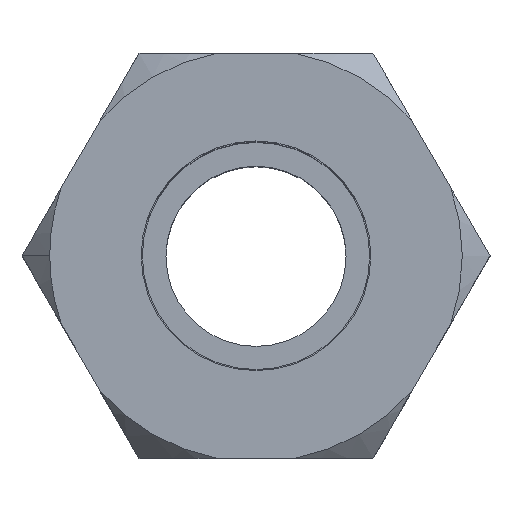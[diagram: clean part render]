
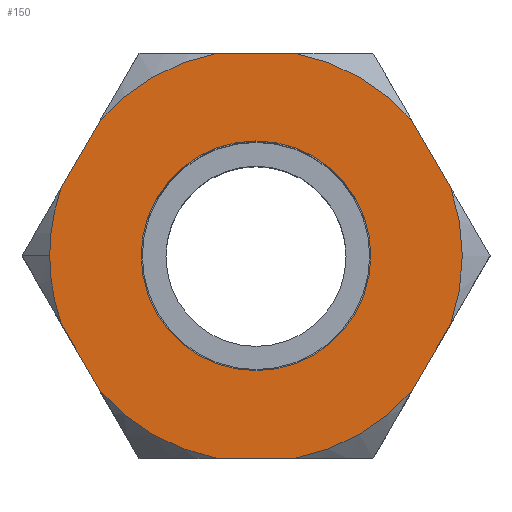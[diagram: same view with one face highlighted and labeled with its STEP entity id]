
A CAD part, top view. The second image highlights one B-rep face of the part: STEP entity #150.
In plain terms, the highlighted planar face has unit normal (0, 0, 1).
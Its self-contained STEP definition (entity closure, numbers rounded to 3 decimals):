
#48 = ORIENTED_EDGE ( 'NONE', *, *, #1954, .T. ) ;
#141 = VERTEX_POINT ( 'NONE', #680 ) ;
#142 = VERTEX_POINT ( 'NONE', #676 ) ;
#149 = EDGE_CURVE ( 'NONE', #141, #142, #658, .T. ) ;
#150 = ADVANCED_FACE ( 'NONE', ( #653, #652 ), #650, .F. ) ;
#151 = EDGE_LOOP ( 'NONE', ( #209, #211 ) ) ;
#155 = ORIENTED_EDGE ( 'NONE', *, *, #288, .T. ) ;
#160 = EDGE_CURVE ( 'NONE', #161, #1842, #734, .T. ) ;
#161 = VERTEX_POINT ( 'NONE', #735 ) ;
#184 = ORIENTED_EDGE ( 'NONE', *, *, #185, .T. ) ;
#185 = EDGE_CURVE ( 'NONE', #1956, #141, #744, .T. ) ;
#196 = EDGE_CURVE ( 'NONE', #338, #161, #787, .T. ) ;
#197 = ORIENTED_EDGE ( 'NONE', *, *, #196, .T. ) ;
#199 = ORIENTED_EDGE ( 'NONE', *, *, #337, .T. ) ;
#200 = EDGE_CURVE ( 'NONE', #292, #262, #783, .T. ) ;
#201 = ORIENTED_EDGE ( 'NONE', *, *, #273, .T. ) ;
#202 = ORIENTED_EDGE ( 'NONE', *, *, #203, .T. ) ;
#203 = EDGE_CURVE ( 'NONE', #274, #279, #778, .T. ) ;
#204 = ORIENTED_EDGE ( 'NONE', *, *, #205, .T. ) ;
#205 = EDGE_CURVE ( 'NONE', #263, #340, #774, .T. ) ;
#206 = ORIENTED_EDGE ( 'NONE', *, *, #272, .T. ) ;
#207 = ORIENTED_EDGE ( 'NONE', *, *, #200, .T. ) ;
#209 = ORIENTED_EDGE ( 'NONE', *, *, #210, .F. ) ;
#210 = EDGE_CURVE ( 'NONE', #1949, #1820, #828, .T. ) ;
#211 = ORIENTED_EDGE ( 'NONE', *, *, #1948, .F. ) ;
#212 = EDGE_LOOP ( 'NONE', ( #213, #214, #155, #207, #201, #202, #206, #204, #199, #197, #1748, #48, #184 ) ) ;
#213 = ORIENTED_EDGE ( 'NONE', *, *, #149, .T. ) ;
#214 = ORIENTED_EDGE ( 'NONE', *, *, #215, .T. ) ;
#215 = EDGE_CURVE ( 'NONE', #142, #291, #829, .T. ) ;
#262 = VERTEX_POINT ( 'NONE', #878 ) ;
#263 = VERTEX_POINT ( 'NONE', #873 ) ;
#272 = EDGE_CURVE ( 'NONE', #279, #263, #907, .T. ) ;
#273 = EDGE_CURVE ( 'NONE', #262, #274, #902, .T. ) ;
#274 = VERTEX_POINT ( 'NONE', #897 ) ;
#279 = VERTEX_POINT ( 'NONE', #957 ) ;
#288 = EDGE_CURVE ( 'NONE', #291, #292, #983, .T. ) ;
#291 = VERTEX_POINT ( 'NONE', #966 ) ;
#292 = VERTEX_POINT ( 'NONE', #965 ) ;
#337 = EDGE_CURVE ( 'NONE', #340, #338, #1052, .T. ) ;
#338 = VERTEX_POINT ( 'NONE', #1053 ) ;
#340 = VERTEX_POINT ( 'NONE', #1100 ) ;
#650 = PLANE ( 'NONE',  #651 ) ;
#651 = AXIS2_PLACEMENT_3D ( 'NONE', #707, #706, #705 ) ;
#652 = FACE_OUTER_BOUND ( 'NONE', #212, .T. ) ;
#653 = FACE_BOUND ( 'NONE', #151, .T. ) ;
#654 = DIRECTION ( 'NONE',  ( 1., 0., 0. ) ) ;
#655 = DIRECTION ( 'NONE',  ( 0., 0., 1. ) ) ;
#656 = CARTESIAN_POINT ( 'NONE',  ( 0., 0., 25.5 ) ) ;
#657 = AXIS2_PLACEMENT_3D ( 'NONE', #656, #655, #654 ) ;
#658 = CIRCLE ( 'NONE', #657, 13.742 ) ;
#676 = CARTESIAN_POINT ( 'NONE',  ( -2.569, -13.5, 25.5 ) ) ;
#680 = CARTESIAN_POINT ( 'NONE',  ( -10.407, -8.975, 25.5 ) ) ;
#705 = DIRECTION ( 'NONE',  ( -1., 0., 0. ) ) ;
#706 = DIRECTION ( 'NONE',  ( 0., 0., -1. ) ) ;
#707 = CARTESIAN_POINT ( 'NONE',  ( 0., 13.742, 25.5 ) ) ;
#730 = DIRECTION ( 'NONE',  ( 1., 0., 0. ) ) ;
#731 = DIRECTION ( 'NONE',  ( 0., 0., 1. ) ) ;
#732 = CARTESIAN_POINT ( 'NONE',  ( 0., 0., 25.5 ) ) ;
#733 = AXIS2_PLACEMENT_3D ( 'NONE', #732, #731, #730 ) ;
#734 = CIRCLE ( 'NONE', #733, 13.742 ) ;
#735 = CARTESIAN_POINT ( 'NONE',  ( -12.976, 4.525, 25.5 ) ) ;
#738 = DIRECTION ( 'NONE',  ( 0.5, -0.866, 0. ) ) ;
#739 = VECTOR ( 'NONE', #738, 1000. ) ;
#740 = CARTESIAN_POINT ( 'NONE',  ( -15.588, 0., 25.5 ) ) ;
#744 = LINE ( 'NONE', #740, #739 ) ;
#771 = DIRECTION ( 'NONE',  ( -1., 0., 0. ) ) ;
#772 = VECTOR ( 'NONE', #771, 1000. ) ;
#773 = CARTESIAN_POINT ( 'NONE',  ( 7.794, 13.5, 25.5 ) ) ;
#774 = LINE ( 'NONE', #773, #772 ) ;
#775 = DIRECTION ( 'NONE',  ( -0.5, 0.866, 0. ) ) ;
#776 = VECTOR ( 'NONE', #775, 1000. ) ;
#777 = CARTESIAN_POINT ( 'NONE',  ( 15.588, 0., 25.5 ) ) ;
#778 = LINE ( 'NONE', #777, #776 ) ;
#780 = DIRECTION ( 'NONE',  ( 0.5, 0.866, 0. ) ) ;
#781 = VECTOR ( 'NONE', #780, 1000. ) ;
#782 = CARTESIAN_POINT ( 'NONE',  ( 7.794, -13.5, 25.5 ) ) ;
#783 = LINE ( 'NONE', #782, #781 ) ;
#784 = DIRECTION ( 'NONE',  ( -0.5, -0.866, 0. ) ) ;
#785 = VECTOR ( 'NONE', #784, 1000. ) ;
#786 = CARTESIAN_POINT ( 'NONE',  ( -7.794, 13.5, 25.5 ) ) ;
#787 = LINE ( 'NONE', #786, #785 ) ;
#814 = DIRECTION ( 'NONE',  ( 1., 0., 0. ) ) ;
#815 = VECTOR ( 'NONE', #814, 1000. ) ;
#816 = CARTESIAN_POINT ( 'NONE',  ( -7.794, -13.5, 25.5 ) ) ;
#817 = DIRECTION ( 'NONE',  ( 1., 0., 0. ) ) ;
#818 = DIRECTION ( 'NONE',  ( 0., 0., 1. ) ) ;
#819 = AXIS2_PLACEMENT_3D ( 'NONE', #832, #818, #817 ) ;
#828 = CIRCLE ( 'NONE', #819, 7.65 ) ;
#829 = LINE ( 'NONE', #816, #815 ) ;
#832 = CARTESIAN_POINT ( 'NONE',  ( 0., 0., 25.5 ) ) ;
#873 = CARTESIAN_POINT ( 'NONE',  ( 2.569, 13.5, 25.5 ) ) ;
#878 = CARTESIAN_POINT ( 'NONE',  ( 12.976, -4.525, 25.5 ) ) ;
#897 = CARTESIAN_POINT ( 'NONE',  ( 12.976, 4.525, 25.5 ) ) ;
#898 = DIRECTION ( 'NONE',  ( 1., 0., 0. ) ) ;
#899 = DIRECTION ( 'NONE',  ( 0., 0., 1. ) ) ;
#900 = CARTESIAN_POINT ( 'NONE',  ( 0., 0., 25.5 ) ) ;
#901 = AXIS2_PLACEMENT_3D ( 'NONE', #900, #899, #898 ) ;
#902 = CIRCLE ( 'NONE', #901, 13.742 ) ;
#903 = DIRECTION ( 'NONE',  ( 1., 0., 0. ) ) ;
#904 = DIRECTION ( 'NONE',  ( 0., 0., 1. ) ) ;
#905 = CARTESIAN_POINT ( 'NONE',  ( 0., 0., 25.5 ) ) ;
#906 = AXIS2_PLACEMENT_3D ( 'NONE', #905, #904, #903 ) ;
#907 = CIRCLE ( 'NONE', #906, 13.742 ) ;
#957 = CARTESIAN_POINT ( 'NONE',  ( 10.407, 8.975, 25.5 ) ) ;
#965 = CARTESIAN_POINT ( 'NONE',  ( 10.407, -8.975, 25.5 ) ) ;
#966 = CARTESIAN_POINT ( 'NONE',  ( 2.569, -13.5, 25.5 ) ) ;
#979 = DIRECTION ( 'NONE',  ( 1., 0., 0. ) ) ;
#980 = DIRECTION ( 'NONE',  ( 0., 0., 1. ) ) ;
#981 = CARTESIAN_POINT ( 'NONE',  ( 0., 0., 25.5 ) ) ;
#982 = AXIS2_PLACEMENT_3D ( 'NONE', #981, #980, #979 ) ;
#983 = CIRCLE ( 'NONE', #982, 13.742 ) ;
#1052 = CIRCLE ( 'NONE', #1104, 13.742 ) ;
#1053 = CARTESIAN_POINT ( 'NONE',  ( -10.407, 8.975, 25.5 ) ) ;
#1054 = CARTESIAN_POINT ( 'NONE',  ( 0., 0., 25.5 ) ) ;
#1100 = CARTESIAN_POINT ( 'NONE',  ( -2.569, 13.5, 25.5 ) ) ;
#1102 = DIRECTION ( 'NONE',  ( 1., 0., 0. ) ) ;
#1103 = DIRECTION ( 'NONE',  ( 0., 0., 1. ) ) ;
#1104 = AXIS2_PLACEMENT_3D ( 'NONE', #1054, #1103, #1102 ) ;
#1458 = CARTESIAN_POINT ( 'NONE',  ( -7.65, 0., 25.5 ) ) ;
#1478 = CARTESIAN_POINT ( 'NONE',  ( -13.742, 0., 25.5 ) ) ;
#1649 = CARTESIAN_POINT ( 'NONE',  ( 7.65, 0., 25.5 ) ) ;
#1650 = DIRECTION ( 'NONE',  ( 1., 0., 0. ) ) ;
#1651 = DIRECTION ( 'NONE',  ( 0., 0., 1. ) ) ;
#1652 = CARTESIAN_POINT ( 'NONE',  ( 0., 0., 25.5 ) ) ;
#1653 = AXIS2_PLACEMENT_3D ( 'NONE', #1652, #1651, #1650 ) ;
#1654 = CIRCLE ( 'NONE', #1653, 7.65 ) ;
#1697 = CARTESIAN_POINT ( 'NONE',  ( -12.976, -4.525, 25.5 ) ) ;
#1698 = DIRECTION ( 'NONE',  ( 1., 0., 0. ) ) ;
#1699 = DIRECTION ( 'NONE',  ( 0., 0., 1. ) ) ;
#1700 = CARTESIAN_POINT ( 'NONE',  ( 0., 0., 25.5 ) ) ;
#1701 = AXIS2_PLACEMENT_3D ( 'NONE', #1700, #1699, #1698 ) ;
#1702 = CIRCLE ( 'NONE', #1701, 13.742 ) ;
#1748 = ORIENTED_EDGE ( 'NONE', *, *, #160, .T. ) ;
#1820 = VERTEX_POINT ( 'NONE', #1458 ) ;
#1842 = VERTEX_POINT ( 'NONE', #1478 ) ;
#1948 = EDGE_CURVE ( 'NONE', #1820, #1949, #1654, .T. ) ;
#1949 = VERTEX_POINT ( 'NONE', #1649 ) ;
#1954 = EDGE_CURVE ( 'NONE', #1842, #1956, #1702, .T. ) ;
#1956 = VERTEX_POINT ( 'NONE', #1697 ) ;
